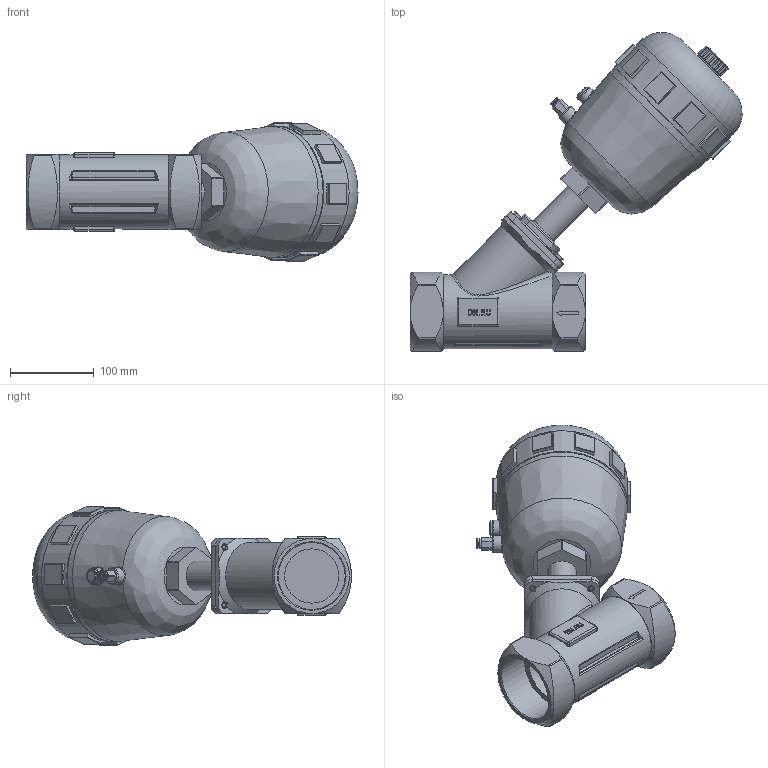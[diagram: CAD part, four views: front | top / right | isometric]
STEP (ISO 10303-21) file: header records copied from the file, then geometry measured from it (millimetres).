
FILE_DESCRIPTION(/* description */ (''),/* implementation_level */ '2;1');
FILE_NAME(/* name */ 'DN80_3D_STEP.stp',/* time_stamp */ '2024-04-17T01:15:51+03:00',/* author */ ('igorr'),/* organization */ (''),/* preprocessor_version */ 'ST-DEVELOPER v19.2',/* originating_system */ 'Autodesk Inventor 2023',/* authorisation */ '');
FILE_SCHEMA (('AUTOMOTIVE_DESIGN { 1 0 10303 214 3 1 1 }'));
Length unit declared in the file: millimetre
Products named in the file (4): Сборка; Деталь1; Деталь2; AS 1110 - M6 x 12
Assembly tree (6 placements, depth 2):
  Сборка
    Деталь1
    Деталь2
    AS 1110 - M6 x 12  x4
Bounding box: 397.43 x 381.64 x 165.83 mm (x, y, z)
Volume: 4565688 mm3; surface area: 340380.1 mm2
Topology: 7 solids, 8 shells, 990 faces, 2463 edges, 1530 vertices
Faces by surface type: bspline 392, plane 282, cylinder 151, cone 84, torus 73, sphere 8
Full cylindrical faces by diameter (mm): 6 x5, 8 x9, 9.071 x1, 10 x4, 10.388 x1, 12 x2, 17 x1, 20 x3, 35 x2, 60 x1, 65 x2, 80 x2, 89 x1, 156.575 x1, 158 x1
Entity records: 61804 total; most frequent: CARTESIAN_POINT 41098, ORIENTED_EDGE 4620, DIRECTION 3248, EDGE_CURVE 2310, VERTEX_POINT 1440, AXIS2_PLACEMENT_3D 1334, EDGE_LOOP 976, FACE_OUTER_BOUND 918
